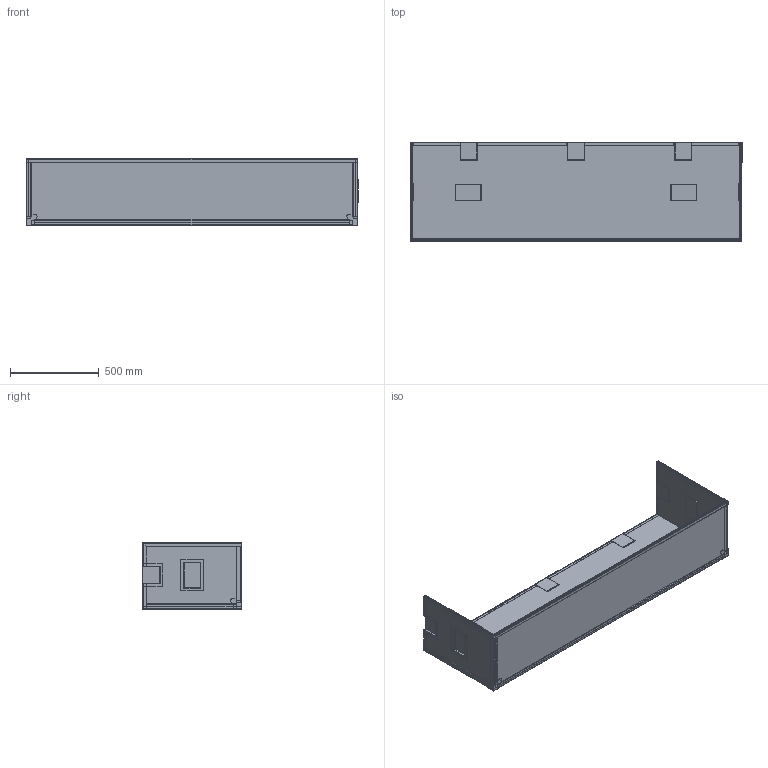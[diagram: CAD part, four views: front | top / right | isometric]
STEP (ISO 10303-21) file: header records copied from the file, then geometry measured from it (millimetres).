
FILE_DESCRIPTION (( 'STEP AP214' ), '1' );
FILE_NAME ('Super Pit Top Half.STEP', '2025-04-01T15:30:21', ( '' ), ( '' ), 'SwSTEP 2.0', 'SolidWorks 2024', '' );
FILE_SCHEMA (( 'AUTOMOTIVE_DESIGN' ));
Length unit declared in the file: inch
Products named in the file (16): Groove Extrusion Alt 1_Along Z Left Top Half; Groove Extrusion Alt 1_Right Horizontal Top Half; Groove Extrusion_Left Horizontal Top Half; Plywood Panels_Side Wall Top; Plywood Panels_Back Wall Top; Corner Bracket; Plywood Panels_Roof; Recessed Latch Bracket - Twist; Super Pit Top Half; Single Angle Extrusion (Edges)_Along Y Top; Groove Extrusion_Horizontal; Single Angle Extrusion (Edges)_Along Z Top; Handle Bracket; Single Angle Extrusion (Edges)_Along X; Groove Extrusion_Along Z Right Top Half
Assembly tree (26 placements, depth 2):
  Super Pit Top Half
    Plywood Panels_Roof
    Plywood Panels_Back Wall Top
    Plywood Panels_Side Wall Top  x2
    Single Angle Extrusion (Edges)_Along X
    Single Angle Extrusion (Edges)_Along Y Top  x2
    Single Angle Extrusion (Edges)_Along Z Top  x2
    Corner Bracket  x2
    Groove Extrusion_Horizontal
    Groove Extrusion Alt 1_Right Horizontal Top Half
    Groove Extrusion_Along Z Right Top Half
    Groove Extrusion_Horizontal
    Groove Extrusion Alt 1_Along Z Left Top Half
    Groove Extrusion_Left Horizontal Top Half
    Handle Bracket  x4
    Recessed Latch Bracket - Twist  x5
Bounding box: 1872.77 x 558.95 x 376.03 mm (x, y, z)
Volume: 24433162.9 mm3; surface area: 5610731.2 mm2
Topology: 31 solids, 31 shells, 477 faces, 1221 edges, 814 vertices
Faces by surface type: plane 440, cylinder 37
Entity records: 10401 total; most frequent: CARTESIAN_POINT 1817, ORIENTED_EDGE 1674, DIRECTION 1549, EDGE_CURVE 837, LINE 777, VECTOR 777, VERTEX_POINT 558, AXIS2_PLACEMENT_3D 386
